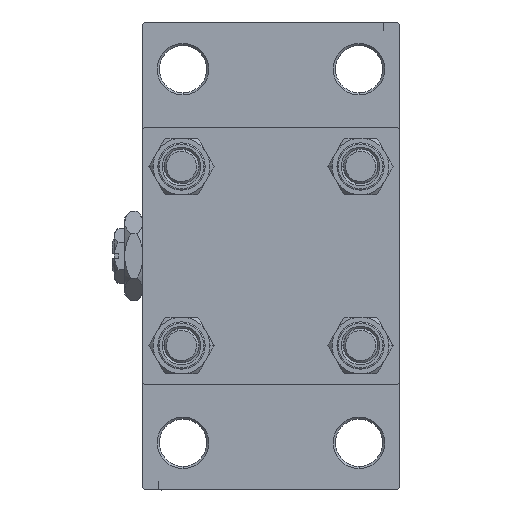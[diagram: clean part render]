
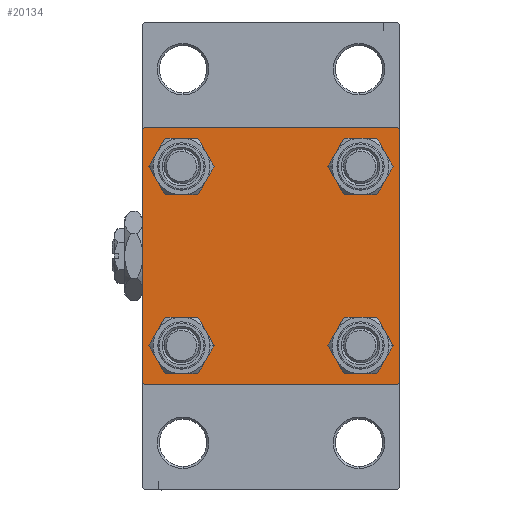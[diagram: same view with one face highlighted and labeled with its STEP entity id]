
A CAD part, left-side view. The second image highlights one B-rep face of the part: STEP entity #20134.
In plain terms, the highlighted planar face has unit normal (-1, 0, 0).
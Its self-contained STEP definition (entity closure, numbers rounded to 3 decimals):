
#376 = ORIENTED_EDGE ( 'NONE', *, *, #49053, .T. ) ;
#945 = VERTEX_POINT ( 'NONE', #7662 ) ;
#1728 = CIRCLE ( 'NONE', #36971, 4.5 ) ;
#1868 = VECTOR ( 'NONE', #22337, 1000. ) ;
#2690 = AXIS2_PLACEMENT_3D ( 'NONE', #5590, #34035, #33248 ) ;
#2838 = AXIS2_PLACEMENT_3D ( 'NONE', #17357, #33411, #26029 ) ;
#2993 = VECTOR ( 'NONE', #46751, 1000. ) ;
#3580 = ORIENTED_EDGE ( 'NONE', *, *, #5248, .T. ) ;
#3590 = CARTESIAN_POINT ( 'NONE',  ( 0., -20.85, 20.85 ) ) ;
#3672 = CARTESIAN_POINT ( 'NONE',  ( 0., 29.5, -30. ) ) ;
#3774 = VERTEX_POINT ( 'NONE', #39831 ) ;
#3822 = AXIS2_PLACEMENT_3D ( 'NONE', #21049, #41063, #41319 ) ;
#4139 = EDGE_LOOP ( 'NONE', ( #5637, #6648 ) ) ;
#4463 = DIRECTION ( 'NONE',  ( 0., 0.707, -0.707 ) ) ;
#4507 = DIRECTION ( 'NONE',  ( 0., 0., 1. ) ) ;
#4777 = VERTEX_POINT ( 'NONE', #33469 ) ;
#4891 = AXIS2_PLACEMENT_3D ( 'NONE', #14372, #30438, #10415 ) ;
#4998 = VECTOR ( 'NONE', #27363, 1000. ) ;
#5248 = EDGE_CURVE ( 'NONE', #4777, #3774, #30620, .T. ) ;
#5590 = CARTESIAN_POINT ( 'NONE',  ( 0., -20.85, -20.85 ) ) ;
#5637 = ORIENTED_EDGE ( 'NONE', *, *, #23073, .T. ) ;
#5844 = VERTEX_POINT ( 'NONE', #27983 ) ;
#6648 = ORIENTED_EDGE ( 'NONE', *, *, #22992, .T. ) ;
#7309 = VERTEX_POINT ( 'NONE', #16324 ) ;
#7662 = CARTESIAN_POINT ( 'NONE',  ( 0., 20.85, 25.35 ) ) ;
#8481 = EDGE_CURVE ( 'NONE', #41337, #40677, #41517, .T. ) ;
#8786 = VERTEX_POINT ( 'NONE', #33690 ) ;
#8906 = CARTESIAN_POINT ( 'NONE',  ( 0., -29.75, -29.75 ) ) ;
#9659 = FACE_BOUND ( 'NONE', #39802, .T. ) ;
#10226 = VERTEX_POINT ( 'NONE', #45981 ) ;
#10415 = DIRECTION ( 'NONE',  ( 0., 0., 1. ) ) ;
#10617 = ORIENTED_EDGE ( 'NONE', *, *, #49103, .T. ) ;
#11026 = EDGE_CURVE ( 'NONE', #945, #7309, #13923, .T. ) ;
#11228 = EDGE_CURVE ( 'NONE', #40677, #8786, #14595, .T. ) ;
#11296 = CARTESIAN_POINT ( 'NONE',  ( 0., 30., -30. ) ) ;
#11647 = CARTESIAN_POINT ( 'NONE',  ( 0., -20.85, 20.85 ) ) ;
#12131 = DIRECTION ( 'NONE',  ( 0., 0., 1. ) ) ;
#13685 = CARTESIAN_POINT ( 'NONE',  ( 0., -29.5, 30. ) ) ;
#13909 = LINE ( 'NONE', #14173, #1868 ) ;
#13923 = CIRCLE ( 'NONE', #3822, 4.5 ) ;
#13971 = CIRCLE ( 'NONE', #43416, 4.5 ) ;
#14056 = VERTEX_POINT ( 'NONE', #3672 ) ;
#14173 = CARTESIAN_POINT ( 'NONE',  ( 0., -29.75, 29.75 ) ) ;
#14372 = CARTESIAN_POINT ( 'NONE',  ( 0., 20.85, 20.85 ) ) ;
#14405 = DIRECTION ( 'NONE',  ( 0., -0.707, -0.707 ) ) ;
#14595 = LINE ( 'NONE', #30663, #2993 ) ;
#14676 = DIRECTION ( 'NONE',  ( 1., 0., 0. ) ) ;
#14835 = VECTOR ( 'NONE', #19552, 1000. ) ;
#14986 = CIRCLE ( 'NONE', #4891, 4.5 ) ;
#15352 = CIRCLE ( 'NONE', #40568, 4.5 ) ;
#15962 = CARTESIAN_POINT ( 'NONE',  ( 0., -30., 29.5 ) ) ;
#16324 = CARTESIAN_POINT ( 'NONE',  ( 0., 20.85, 16.35 ) ) ;
#16559 = EDGE_CURVE ( 'NONE', #7309, #945, #14986, .T. ) ;
#17357 = CARTESIAN_POINT ( 'NONE',  ( 0., -20.85, -20.85 ) ) ;
#17840 = FACE_OUTER_BOUND ( 'NONE', #37064, .T. ) ;
#18340 = ORIENTED_EDGE ( 'NONE', *, *, #16559, .T. ) ;
#19295 = LINE ( 'NONE', #35616, #39908 ) ;
#19552 = DIRECTION ( 'NONE',  ( 0., -0.707, 0.707 ) ) ;
#19859 = EDGE_CURVE ( 'NONE', #14056, #46215, #34733, .T. ) ;
#20134 = ADVANCED_FACE ( 'NONE', ( #29948, #37601, #25994, #9659, #17840 ), #21271, .T. ) ;
#20819 = DIRECTION ( 'NONE',  ( 1., 0., 0. ) ) ;
#20998 = AXIS2_PLACEMENT_3D ( 'NONE', #45768, #29169, #33377 ) ;
#21049 = CARTESIAN_POINT ( 'NONE',  ( 0., 20.85, 20.85 ) ) ;
#21181 = CARTESIAN_POINT ( 'NONE',  ( 0., 29.5, 30. ) ) ;
#21271 = PLANE ( 'NONE',  #20998 ) ;
#21749 = EDGE_CURVE ( 'NONE', #41337, #45294, #32808, .T. ) ;
#21768 = CARTESIAN_POINT ( 'NONE',  ( 0., 29.75, 29.75 ) ) ;
#22337 = DIRECTION ( 'NONE',  ( 0., 0.707, 0.707 ) ) ;
#22349 = CARTESIAN_POINT ( 'NONE',  ( 0., 30., 29.5 ) ) ;
#22628 = CARTESIAN_POINT ( 'NONE',  ( 0., -29.5, -30. ) ) ;
#22758 = VECTOR ( 'NONE', #40730, 1000. ) ;
#22992 = EDGE_CURVE ( 'NONE', #5844, #51989, #1728, .T. ) ;
#23073 = EDGE_CURVE ( 'NONE', #51989, #5844, #42837, .T. ) ;
#23496 = DIRECTION ( 'NONE',  ( 0., 0., -1. ) ) ;
#25702 = EDGE_LOOP ( 'NONE', ( #3580, #30198 ) ) ;
#25994 = FACE_BOUND ( 'NONE', #4139, .T. ) ;
#26029 = DIRECTION ( 'NONE',  ( 0., 0., 1. ) ) ;
#26788 = DIRECTION ( 'NONE',  ( 0., 0., 1. ) ) ;
#27363 = DIRECTION ( 'NONE',  ( 0., -1., 0. ) ) ;
#27983 = CARTESIAN_POINT ( 'NONE',  ( 0., 20.85, -25.35 ) ) ;
#28406 = ORIENTED_EDGE ( 'NONE', *, *, #21749, .F. ) ;
#29143 = ORIENTED_EDGE ( 'NONE', *, *, #19859, .T. ) ;
#29169 = DIRECTION ( 'NONE',  ( -1., 0., 0. ) ) ;
#29477 = EDGE_CURVE ( 'NONE', #10226, #37571, #15352, .T. ) ;
#29948 = FACE_BOUND ( 'NONE', #44802, .T. ) ;
#30022 = EDGE_CURVE ( 'NONE', #32512, #45294, #13909, .T. ) ;
#30198 = ORIENTED_EDGE ( 'NONE', *, *, #37398, .T. ) ;
#30438 = DIRECTION ( 'NONE',  ( 1., 0., 0. ) ) ;
#30620 = CIRCLE ( 'NONE', #2838, 4.5 ) ;
#30663 = CARTESIAN_POINT ( 'NONE',  ( 0., 30., 30. ) ) ;
#30821 = ORIENTED_EDGE ( 'NONE', *, *, #33856, .F. ) ;
#31251 = LINE ( 'NONE', #42859, #40044 ) ;
#32304 = ORIENTED_EDGE ( 'NONE', *, *, #49699, .T. ) ;
#32512 = VERTEX_POINT ( 'NONE', #15962 ) ;
#32808 = LINE ( 'NONE', #48137, #22758 ) ;
#33248 = DIRECTION ( 'NONE',  ( 0., 0., 1. ) ) ;
#33377 = DIRECTION ( 'NONE',  ( 0., 0., 1. ) ) ;
#33411 = DIRECTION ( 'NONE',  ( 1., 0., 0. ) ) ;
#33469 = CARTESIAN_POINT ( 'NONE',  ( 0., -20.85, -16.35 ) ) ;
#33690 = CARTESIAN_POINT ( 'NONE',  ( 0., 30., -29.5 ) ) ;
#33856 = EDGE_CURVE ( 'NONE', #32512, #39007, #19295, .T. ) ;
#34035 = DIRECTION ( 'NONE',  ( 1., 0., 0. ) ) ;
#34733 = LINE ( 'NONE', #11296, #4998 ) ;
#35616 = CARTESIAN_POINT ( 'NONE',  ( 0., -30., 30. ) ) ;
#36971 = AXIS2_PLACEMENT_3D ( 'NONE', #46933, #43485, #39534 ) ;
#37064 = EDGE_LOOP ( 'NONE', ( #52108, #10617, #29143, #32304, #30821, #41177, #28406, #49424 ) ) ;
#37398 = EDGE_CURVE ( 'NONE', #3774, #4777, #50648, .T. ) ;
#37571 = VERTEX_POINT ( 'NONE', #46171 ) ;
#37601 = FACE_BOUND ( 'NONE', #25702, .T. ) ;
#37796 = AXIS2_PLACEMENT_3D ( 'NONE', #48490, #20819, #12131 ) ;
#39007 = VERTEX_POINT ( 'NONE', #46053 ) ;
#39534 = DIRECTION ( 'NONE',  ( 0., 0., 1. ) ) ;
#39802 = EDGE_LOOP ( 'NONE', ( #46526, #18340 ) ) ;
#39831 = CARTESIAN_POINT ( 'NONE',  ( 0., -20.85, -25.35 ) ) ;
#39908 = VECTOR ( 'NONE', #23496, 1000. ) ;
#40044 = VECTOR ( 'NONE', #14405, 1000. ) ;
#40568 = AXIS2_PLACEMENT_3D ( 'NONE', #11647, #40593, #4507 ) ;
#40593 = DIRECTION ( 'NONE',  ( 1., 0., 0. ) ) ;
#40677 = VERTEX_POINT ( 'NONE', #22349 ) ;
#40730 = DIRECTION ( 'NONE',  ( 0., -1., 0. ) ) ;
#40907 = VECTOR ( 'NONE', #4463, 1000. ) ;
#41063 = DIRECTION ( 'NONE',  ( 1., 0., 0. ) ) ;
#41177 = ORIENTED_EDGE ( 'NONE', *, *, #30022, .T. ) ;
#41319 = DIRECTION ( 'NONE',  ( 0., 0., 1. ) ) ;
#41337 = VERTEX_POINT ( 'NONE', #21181 ) ;
#41517 = LINE ( 'NONE', #21768, #40907 ) ;
#42837 = CIRCLE ( 'NONE', #37796, 4.5 ) ;
#42859 = CARTESIAN_POINT ( 'NONE',  ( 0., 29.75, -29.75 ) ) ;
#43416 = AXIS2_PLACEMENT_3D ( 'NONE', #3590, #14676, #26788 ) ;
#43485 = DIRECTION ( 'NONE',  ( 1., 0., 0. ) ) ;
#44802 = EDGE_LOOP ( 'NONE', ( #44908, #376 ) ) ;
#44908 = ORIENTED_EDGE ( 'NONE', *, *, #29477, .T. ) ;
#45294 = VERTEX_POINT ( 'NONE', #13685 ) ;
#45768 = CARTESIAN_POINT ( 'NONE',  ( 0., 0., 0. ) ) ;
#45981 = CARTESIAN_POINT ( 'NONE',  ( 0., -20.85, 25.35 ) ) ;
#46053 = CARTESIAN_POINT ( 'NONE',  ( 0., -30., -29.5 ) ) ;
#46158 = CARTESIAN_POINT ( 'NONE',  ( 0., 20.85, -16.35 ) ) ;
#46171 = CARTESIAN_POINT ( 'NONE',  ( 0., -20.85, 16.35 ) ) ;
#46215 = VERTEX_POINT ( 'NONE', #22628 ) ;
#46526 = ORIENTED_EDGE ( 'NONE', *, *, #11026, .T. ) ;
#46751 = DIRECTION ( 'NONE',  ( 0., 0., -1. ) ) ;
#46933 = CARTESIAN_POINT ( 'NONE',  ( 0., 20.85, -20.85 ) ) ;
#48137 = CARTESIAN_POINT ( 'NONE',  ( 0., 30., 30. ) ) ;
#48490 = CARTESIAN_POINT ( 'NONE',  ( 0., 20.85, -20.85 ) ) ;
#49053 = EDGE_CURVE ( 'NONE', #37571, #10226, #13971, .T. ) ;
#49103 = EDGE_CURVE ( 'NONE', #8786, #14056, #31251, .T. ) ;
#49424 = ORIENTED_EDGE ( 'NONE', *, *, #8481, .T. ) ;
#49699 = EDGE_CURVE ( 'NONE', #46215, #39007, #51948, .T. ) ;
#50648 = CIRCLE ( 'NONE', #2690, 4.5 ) ;
#51948 = LINE ( 'NONE', #8906, #14835 ) ;
#51989 = VERTEX_POINT ( 'NONE', #46158 ) ;
#52108 = ORIENTED_EDGE ( 'NONE', *, *, #11228, .T. ) ;
